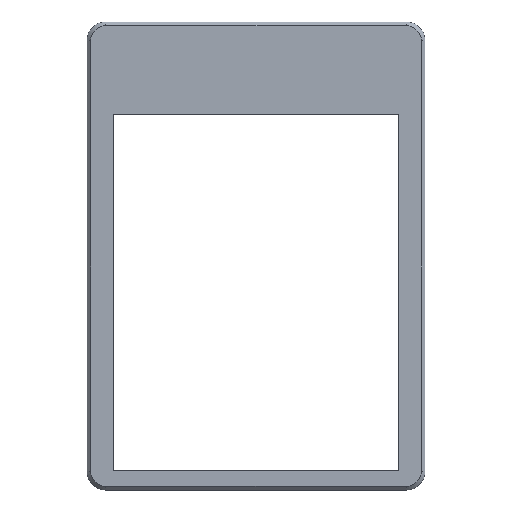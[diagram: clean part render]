
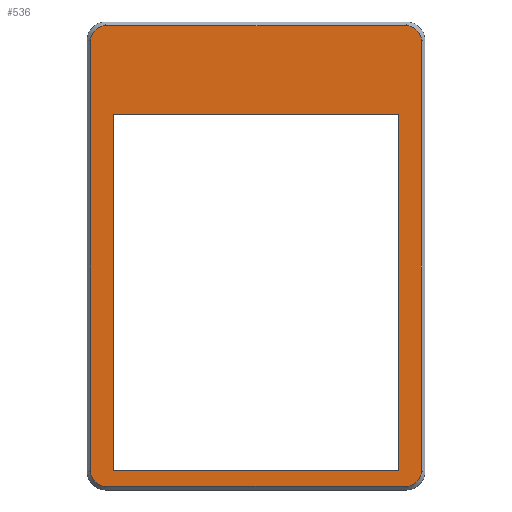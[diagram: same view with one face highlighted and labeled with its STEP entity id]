
A CAD part, top view. The second image highlights one B-rep face of the part: STEP entity #536.
In plain terms, the highlighted planar face has unit normal (0, 0, 1).
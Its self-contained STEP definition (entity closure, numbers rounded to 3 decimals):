
#21=FACE_BOUND('',#110,.T.);
#41=PLANE('',#604);
#71=FACE_OUTER_BOUND('',#109,.T.);
#109=EDGE_LOOP('',(#469,#470,#471,#472,#473,#474,#475,#476));
#110=EDGE_LOOP('',(#477,#478,#479,#480));
#144=LINE('',#867,#194);
#147=LINE('',#872,#197);
#150=LINE('',#878,#200);
#154=LINE('',#890,#204);
#157=LINE('',#899,#207);
#160=LINE('',#907,#210);
#161=LINE('',#912,#211);
#162=LINE('',#913,#212);
#194=VECTOR('',#706,10.);
#197=VECTOR('',#711,10.);
#200=VECTOR('',#716,10.);
#204=VECTOR('',#728,10.);
#207=VECTOR('',#739,10.);
#210=VECTOR('',#748,10.);
#211=VECTOR('',#755,10.);
#212=VECTOR('',#756,10.);
#233=CIRCLE('',#593,4.);
#235=CIRCLE('',#597,4.);
#236=CIRCLE('',#600,4.);
#237=CIRCLE('',#603,4.);
#271=VERTEX_POINT('',#864);
#272=VERTEX_POINT('',#866);
#273=VERTEX_POINT('',#870);
#274=VERTEX_POINT('',#874);
#275=VERTEX_POINT('',#876);
#276=VERTEX_POINT('',#880);
#278=VERTEX_POINT('',#886);
#280=VERTEX_POINT('',#892);
#281=VERTEX_POINT('',#897);
#282=VERTEX_POINT('',#901);
#283=VERTEX_POINT('',#905);
#284=VERTEX_POINT('',#911);
#329=EDGE_CURVE('',#271,#272,#144,.T.);
#332=EDGE_CURVE('',#273,#271,#147,.T.);
#335=EDGE_CURVE('',#275,#274,#150,.T.);
#338=EDGE_CURVE('',#274,#276,#233,.T.);
#341=EDGE_CURVE('',#276,#278,#154,.T.);
#344=EDGE_CURVE('',#278,#280,#235,.T.);
#346=EDGE_CURVE('',#280,#281,#157,.T.);
#348=EDGE_CURVE('',#281,#282,#236,.T.);
#350=EDGE_CURVE('',#282,#283,#160,.T.);
#351=EDGE_CURVE('',#283,#275,#237,.T.);
#352=EDGE_CURVE('',#284,#273,#161,.T.);
#353=EDGE_CURVE('',#272,#284,#162,.T.);
#469=ORIENTED_EDGE('',*,*,#335,.F.);
#470=ORIENTED_EDGE('',*,*,#351,.F.);
#471=ORIENTED_EDGE('',*,*,#350,.F.);
#472=ORIENTED_EDGE('',*,*,#348,.F.);
#473=ORIENTED_EDGE('',*,*,#346,.F.);
#474=ORIENTED_EDGE('',*,*,#344,.F.);
#475=ORIENTED_EDGE('',*,*,#341,.F.);
#476=ORIENTED_EDGE('',*,*,#338,.F.);
#477=ORIENTED_EDGE('',*,*,#332,.F.);
#478=ORIENTED_EDGE('',*,*,#352,.F.);
#479=ORIENTED_EDGE('',*,*,#353,.F.);
#480=ORIENTED_EDGE('',*,*,#329,.F.);
#536=ADVANCED_FACE('',(#71,#21),#41,.F.);
#593=AXIS2_PLACEMENT_3D('',#884,#722,#723);
#597=AXIS2_PLACEMENT_3D('',#895,#734,#735);
#600=AXIS2_PLACEMENT_3D('',#903,#743,#744);
#603=AXIS2_PLACEMENT_3D('',#909,#751,#752);
#604=AXIS2_PLACEMENT_3D('',#910,#753,#754);
#706=DIRECTION('',(-1.,0.,0.));
#711=DIRECTION('',(0.,1.,0.));
#716=DIRECTION('',(0.,1.,0.));
#722=DIRECTION('center_axis',(0.,0.,-1.));
#723=DIRECTION('ref_axis',(-0.707,0.707,0.));
#728=DIRECTION('',(1.,0.,0.));
#734=DIRECTION('center_axis',(0.,0.,-1.));
#735=DIRECTION('ref_axis',(0.707,0.707,0.));
#739=DIRECTION('',(0.,-1.,0.));
#743=DIRECTION('center_axis',(0.,0.,-1.));
#744=DIRECTION('ref_axis',(0.707,-0.707,0.));
#748=DIRECTION('',(-1.,0.,0.));
#751=DIRECTION('center_axis',(0.,0.,-1.));
#752=DIRECTION('ref_axis',(-0.707,-0.707,0.));
#753=DIRECTION('center_axis',(0.,0.,-1.));
#754=DIRECTION('ref_axis',(-1.,0.,0.));
#755=DIRECTION('',(1.,0.,0.));
#756=DIRECTION('',(0.,-1.,0.));
#864=CARTESIAN_POINT('',(181.35,-56.765,12.055));
#866=CARTESIAN_POINT('',(104.35,-56.765,12.055));
#867=CARTESIAN_POINT('',(162.1,-56.765,12.055));
#870=CARTESIAN_POINT('',(181.35,-152.665,12.055));
#872=CARTESIAN_POINT('',(181.35,-123.815,12.055));
#874=CARTESIAN_POINT('',(98.35,-36.965,12.055));
#876=CARTESIAN_POINT('',(98.35,-152.965,12.055));
#878=CARTESIAN_POINT('',(98.35,-126.465,12.055));
#880=CARTESIAN_POINT('',(102.35,-32.965,12.055));
#884=CARTESIAN_POINT('Origin',(102.35,-36.965,12.055));
#886=CARTESIAN_POINT('',(183.35,-32.965,12.055));
#890=CARTESIAN_POINT('',(120.1,-32.965,12.055));
#892=CARTESIAN_POINT('',(187.35,-36.965,12.055));
#895=CARTESIAN_POINT('Origin',(183.35,-36.965,12.055));
#897=CARTESIAN_POINT('',(187.35,-152.965,12.055));
#899=CARTESIAN_POINT('',(187.35,-63.465,12.055));
#901=CARTESIAN_POINT('',(183.35,-156.965,12.055));
#903=CARTESIAN_POINT('Origin',(183.35,-152.965,12.055));
#905=CARTESIAN_POINT('',(102.35,-156.965,12.055));
#907=CARTESIAN_POINT('',(165.6,-156.965,12.055));
#909=CARTESIAN_POINT('Origin',(102.35,-152.965,12.055));
#910=CARTESIAN_POINT('Origin',(142.85,-94.965,12.055));
#911=CARTESIAN_POINT('',(104.35,-152.665,12.055));
#912=CARTESIAN_POINT('',(123.6,-152.665,12.055));
#913=CARTESIAN_POINT('',(104.35,-75.865,12.055));
